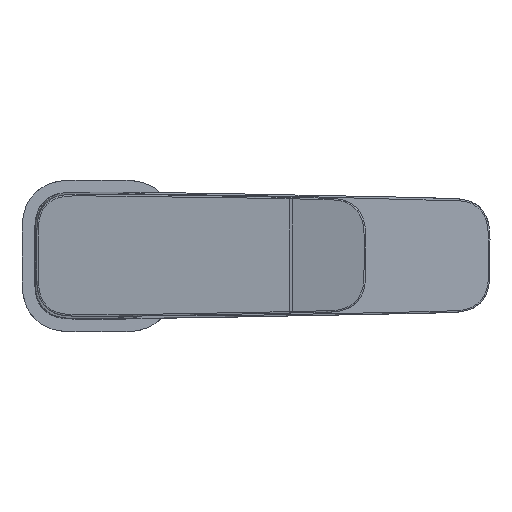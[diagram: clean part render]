
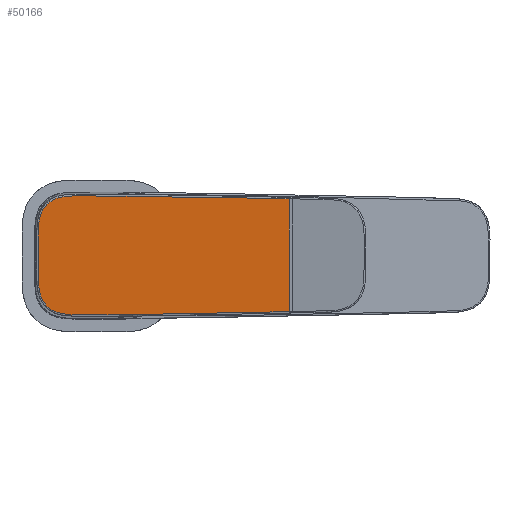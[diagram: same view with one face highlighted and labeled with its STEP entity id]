
A CAD part, top view. The second image highlights one B-rep face of the part: STEP entity #50166.
In plain terms, the highlighted face is planar.
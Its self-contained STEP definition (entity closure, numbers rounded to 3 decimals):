
#11834=ORIENTED_EDGE('',*,*,#27417,.F.);
#11835=ORIENTED_EDGE('',*,*,#27418,.F.);
#11836=ORIENTED_EDGE('',*,*,#27419,.T.);
#11837=ORIENTED_EDGE('',*,*,#27420,.F.);
#27417=EDGE_CURVE('',#35218,#35219,#40498,.F.);
#27418=EDGE_CURVE('',#35220,#35218,#40499,.F.);
#27419=EDGE_CURVE('',#35220,#35221,#40500,.T.);
#27420=EDGE_CURVE('',#35219,#35221,#40501,.F.);
#35218=VERTEX_POINT('',#81067);
#35219=VERTEX_POINT('',#81068);
#35220=VERTEX_POINT('',#81075);
#35221=VERTEX_POINT('',#81080);
#40498=B_SPLINE_CURVE_WITH_KNOTS('',3,(#81012,#81013,#81014,#81015,#81016,
#81017,#81018,#81019,#81020,#81021,#81022,#81023,#81024,#81025,#81026,#81027,
#81028,#81029,#81030,#81031,#81032,#81033,#81034,#81035,#81036,#81037,#81038,
#81039,#81040,#81041,#81042,#81043,#81044,#81045,#81046,#81047,#81048,#81049,
#81050,#81051,#81052,#81053,#81054,#81055,#81056,#81057,#81058,#81059,#81060,
#81061,#81062,#81063,#81064,#81065,#81066),.UNSPECIFIED.,.F.,.F.,(4,1,1,
1,1,1,1,1,1,1,1,1,1,1,1,1,1,1,1,1,1,1,1,1,1,1,1,1,1,1,1,1,1,1,1,1,1,1,1,
1,1,1,1,1,1,1,1,1,1,1,1,1,4),(-181.363,-173.079,-164.795,
-156.511,-148.227,-139.942,-135.8,
-131.658,-127.516,-123.374,-121.303,
-119.232,-118.196,-117.679,-117.161,
-116.125,-115.09,-114.054,-113.537,
-113.019,-112.501,-111.983,-110.948,
-108.877,-106.806,-104.735,-102.664,
-98.522,-94.38,-90.237,-86.095,
-84.024,-81.953,-80.918,-79.882,
-79.365,-78.847,-77.811,-77.293,
-76.776,-76.258,-75.74,-74.705,
-73.669,-73.151,-72.634,-71.598,
-69.527,-65.385,-61.243,-57.101,
-52.959,-48.817),.UNSPECIFIED.);
#40499=B_SPLINE_CURVE_WITH_KNOTS('',3,(#81069,#81070,#81071,#81072,#81073,
#81074),.UNSPECIFIED.,.F.,.F.,(4,1,1,4),(-48.817,-36.814,
-24.811,-0.805),.UNSPECIFIED.);
#40500=B_SPLINE_CURVE_WITH_KNOTS('',3,(#81076,#81077,#81078,#81079),
 .UNSPECIFIED.,.F.,.F.,(4,4),(0.,1.),.UNSPECIFIED.);
#40501=B_SPLINE_CURVE_WITH_KNOTS('',3,(#81081,#81082,#81083,#81084),
 .UNSPECIFIED.,.F.,.F.,(4,4),(-8.776,0.),.UNSPECIFIED.);
#41577=EDGE_LOOP('',(#11834,#11835,#11836,#11837));
#44835=FACE_BOUND('',#41577,.T.);
#48053=PLANE('',#53138);
#50166=ADVANCED_FACE('',(#44835),#48053,.T.);
#53138=AXIS2_PLACEMENT_3D('',#81011,#58691,#58692);
#58691=DIRECTION('',(0.,-0.122,0.993));
#58692=DIRECTION('',(-1.,0.,0.));
#81011=CARTESIAN_POINT('',(21.688,122.716,173.605));
#81012=CARTESIAN_POINT('',(-18.042,51.788,164.896));
#81013=CARTESIAN_POINT('',(-18.099,49.048,164.559));
#81014=CARTESIAN_POINT('',(-18.211,43.568,163.886));
#81015=CARTESIAN_POINT('',(-18.372,35.347,162.877));
#81016=CARTESIAN_POINT('',(-18.515,27.127,161.868));
#81017=CARTESIAN_POINT('',(-18.65,18.904,160.858));
#81018=CARTESIAN_POINT('',(-18.756,12.058,160.018));
#81019=CARTESIAN_POINT('',(-18.794,6.578,159.345));
#81020=CARTESIAN_POINT('',(-18.816,2.468,158.84));
#81021=CARTESIAN_POINT('',(-18.829,-1.642,158.335));
#81022=CARTESIAN_POINT('',(-18.826,-5.068,157.915));
#81023=CARTESIAN_POINT('',(-18.831,-7.805,157.579));
#81024=CARTESIAN_POINT('',(-18.752,-9.532,157.367));
#81025=CARTESIAN_POINT('',(-18.595,-10.727,157.22));
#81026=CARTESIAN_POINT('',(-18.477,-11.375,157.14));
#81027=CARTESIAN_POINT('',(-18.319,-12.087,157.053));
#81028=CARTESIAN_POINT('',(-18.066,-12.933,156.949));
#81029=CARTESIAN_POINT('',(-17.712,-13.818,156.84));
#81030=CARTESIAN_POINT('',(-17.287,-14.605,156.744));
#81031=CARTESIAN_POINT('',(-16.924,-15.149,156.677));
#81032=CARTESIAN_POINT('',(-16.592,-15.582,156.624));
#81033=CARTESIAN_POINT('',(-16.267,-15.951,156.578));
#81034=CARTESIAN_POINT('',(-15.77,-16.447,156.518));
#81035=CARTESIAN_POINT('',(-14.857,-17.189,156.426));
#81036=CARTESIAN_POINT('',(-13.286,-18.02,156.324));
#81037=CARTESIAN_POINT('',(-11.327,-18.562,156.258));
#81038=CARTESIAN_POINT('',(-9.257,-18.817,156.227));
#81039=CARTESIAN_POINT('',(-6.502,-18.882,156.219));
#81040=CARTESIAN_POINT('',(-3.049,-18.869,156.22));
#81041=CARTESIAN_POINT('',(1.092,-18.883,156.218));
#81042=CARTESIAN_POINT('',(5.237,-18.857,156.222));
#81043=CARTESIAN_POINT('',(8.68,-18.893,156.217));
#81044=CARTESIAN_POINT('',(11.439,-18.542,156.26));
#81045=CARTESIAN_POINT('',(13.07,-18.067,156.319));
#81046=CARTESIAN_POINT('',(14.327,-17.474,156.391));
#81047=CARTESIAN_POINT('',(15.069,-16.999,156.45));
#81048=CARTESIAN_POINT('',(15.587,-16.594,156.499));
#81049=CARTESIAN_POINT('',(16.117,-16.119,156.558));
#81050=CARTESIAN_POINT('',(16.557,-15.638,156.617));
#81051=CARTESIAN_POINT('',(16.992,-15.052,156.689));
#81052=CARTESIAN_POINT('',(17.252,-14.649,156.738));
#81053=CARTESIAN_POINT('',(17.516,-14.183,156.796));
#81054=CARTESIAN_POINT('',(17.808,-13.581,156.869));
#81055=CARTESIAN_POINT('',(18.104,-12.826,156.962));
#81056=CARTESIAN_POINT('',(18.35,-11.965,157.068));
#81057=CARTESIAN_POINT('',(18.498,-11.269,157.153));
#81058=CARTESIAN_POINT('',(18.612,-10.614,157.234));
#81059=CARTESIAN_POINT('',(18.761,-9.418,157.381));
#81060=CARTESIAN_POINT('',(18.855,-7.003,157.677));
#81061=CARTESIAN_POINT('',(18.821,-3.586,158.097));
#81062=CARTESIAN_POINT('',(18.826,0.527,158.602));
#81063=CARTESIAN_POINT('',(18.806,4.636,159.106));
#81064=CARTESIAN_POINT('',(18.779,8.746,159.611));
#81065=CARTESIAN_POINT('',(18.756,11.486,159.947));
#81066=CARTESIAN_POINT('',(18.741,12.855,160.115));
#81067=CARTESIAN_POINT('',(18.741,12.855,160.115));
#81068=CARTESIAN_POINT('',(-18.042,51.788,164.896));
#81069=CARTESIAN_POINT('',(18.741,12.855,160.115));
#81070=CARTESIAN_POINT('',(18.697,16.823,160.603));
#81071=CARTESIAN_POINT('',(18.546,24.766,161.578));
#81072=CARTESIAN_POINT('',(18.286,40.645,163.528));
#81073=CARTESIAN_POINT('',(18.028,52.556,164.99));
#81074=CARTESIAN_POINT('',(17.858,60.496,165.965));
#81075=CARTESIAN_POINT('',(17.858,60.496,165.966));
#81076=CARTESIAN_POINT('',(17.858,60.496,165.965));
#81077=CARTESIAN_POINT('',(5.953,60.496,165.965));
#81078=CARTESIAN_POINT('',(-5.953,60.496,165.965));
#81079=CARTESIAN_POINT('',(-17.858,60.496,165.965));
#81080=CARTESIAN_POINT('',(-17.858,60.496,165.965));
#81081=CARTESIAN_POINT('',(-17.858,60.496,165.965));
#81082=CARTESIAN_POINT('',(-17.921,57.593,165.609));
#81083=CARTESIAN_POINT('',(-17.982,54.691,165.252));
#81084=CARTESIAN_POINT('',(-18.042,51.788,164.896));
